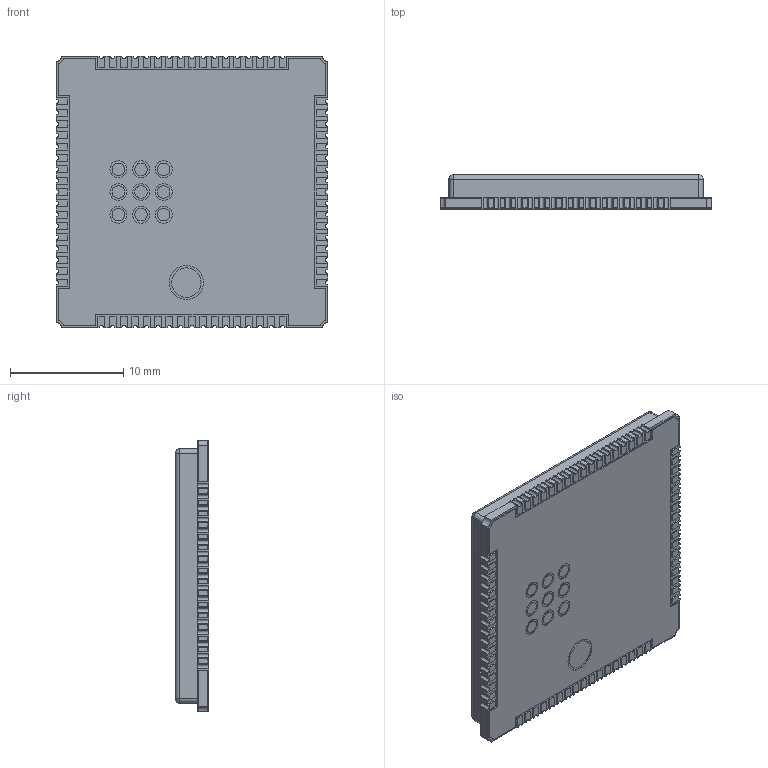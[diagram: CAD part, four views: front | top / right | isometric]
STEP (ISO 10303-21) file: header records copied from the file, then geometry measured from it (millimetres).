
FILE_DESCRIPTION (( 'STEP AP214' ), '1' );
FILE_NAME ('SIM900.STEP', '2011-06-08T13:24:21', ( 'vpeshkov' ), ( 'licard' ), 'SwSTEP 2.0', 'SolidWorks 2009', '' );
FILE_SCHEMA (( 'AUTOMOTIVE_DESIGN' ));
Length unit declared in the file: millimetre
Products named in the file (1): SIM900
Bounding box: 24 x 3 x 24 mm (x, y, z)
Volume: 1565.8 mm3; surface area: 1460.6 mm2
Topology: 1 solids, 1 shells, 1106 faces, 2963 edges, 1878 vertices
Faces by surface type: plane 957, cylinder 145, sphere 4
Entity records: 42649 total; most frequent: CARTESIAN_POINT 5944, ORIENTED_EDGE 5918, DIRECTION 5463, EDGE_CURVE 2959, LINE 2669, VECTOR 2669, VERTEX_POINT 1878, AXIS2_PLACEMENT_3D 1397
